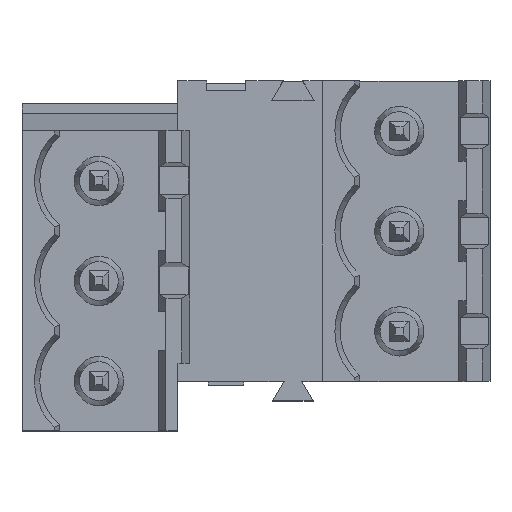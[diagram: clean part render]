
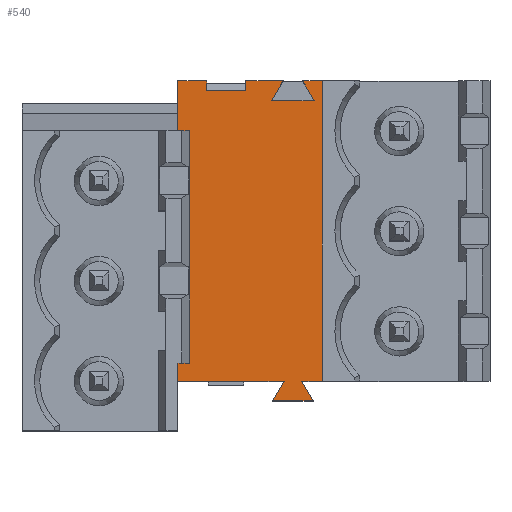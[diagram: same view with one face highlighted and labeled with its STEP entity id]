
A CAD part, top view. The second image highlights one B-rep face of the part: STEP entity #540.
In plain terms, the highlighted planar face has unit normal (0, 0, 1).
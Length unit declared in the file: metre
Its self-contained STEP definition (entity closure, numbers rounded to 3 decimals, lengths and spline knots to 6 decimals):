
#540=ADVANCED_FACE('',(#1334),#1335,.F.);
#1334=FACE_OUTER_BOUND('',#2385,.T.);
#1335=PLANE('',#2386);
#2385=EDGE_LOOP('',(#3947,#3948,#3949,#3950,#3951,#3952,#3953,#3954,#3955,#3956,#3957,#3958,#3959,#3960,#3961,#3962,#3963));
#2386=AXIS2_PLACEMENT_3D('',#3964,#3965,#3966);
#3947=ORIENTED_EDGE('',*,*,#6763,.T.);
#3948=ORIENTED_EDGE('',*,*,#6764,.T.);
#3949=ORIENTED_EDGE('',*,*,#6765,.T.);
#3950=ORIENTED_EDGE('',*,*,#6766,.T.);
#3951=ORIENTED_EDGE('',*,*,#6767,.T.);
#3952=ORIENTED_EDGE('',*,*,#6768,.T.);
#3953=ORIENTED_EDGE('',*,*,#6769,.T.);
#3954=ORIENTED_EDGE('',*,*,#6770,.F.);
#3955=ORIENTED_EDGE('',*,*,#6771,.F.);
#3956=ORIENTED_EDGE('',*,*,#6772,.F.);
#3957=ORIENTED_EDGE('',*,*,#6773,.F.);
#3958=ORIENTED_EDGE('',*,*,#6316,.F.);
#3959=ORIENTED_EDGE('',*,*,#6774,.F.);
#3960=ORIENTED_EDGE('',*,*,#6775,.T.);
#3961=ORIENTED_EDGE('',*,*,#6776,.F.);
#3962=ORIENTED_EDGE('',*,*,#6777,.F.);
#3963=ORIENTED_EDGE('',*,*,#6386,.F.);
#3964=CARTESIAN_POINT('',(0.01524,0.01778,-0.0122));
#3965=DIRECTION('',(0.,0.,-1.0));
#3966=DIRECTION('',(1.0,0.,0.));
#6316=EDGE_CURVE('',#7564,#7560,#7566,.T.);
#6386=EDGE_CURVE('',#7690,#7685,#7692,.T.);
#6763=EDGE_CURVE('',#7690,#8327,#8328,.T.);
#6764=EDGE_CURVE('',#8327,#8329,#8330,.T.);
#6765=EDGE_CURVE('',#8329,#8331,#8332,.T.);
#6766=EDGE_CURVE('',#8331,#8333,#8334,.T.);
#6767=EDGE_CURVE('',#8333,#8335,#8336,.T.);
#6768=EDGE_CURVE('',#8335,#8337,#8338,.T.);
#6769=EDGE_CURVE('',#8337,#8339,#8340,.T.);
#6770=EDGE_CURVE('',#8341,#8339,#8342,.T.);
#6771=EDGE_CURVE('',#8343,#8341,#8344,.T.);
#6772=EDGE_CURVE('',#8345,#8343,#8346,.T.);
#6773=EDGE_CURVE('',#7560,#8345,#8347,.T.);
#6774=EDGE_CURVE('',#8348,#7564,#8349,.T.);
#6775=EDGE_CURVE('',#8348,#8350,#8351,.T.);
#6776=EDGE_CURVE('',#8352,#8350,#8353,.T.);
#6777=EDGE_CURVE('',#7685,#8352,#8354,.T.);
#7560=VERTEX_POINT('',#9379);
#7564=VERTEX_POINT('',#9385);
#7566=LINE('',#9388,#9389);
#7685=VERTEX_POINT('',#9557);
#7690=VERTEX_POINT('',#9564);
#7692=LINE('',#9567,#9568);
#8327=VERTEX_POINT('',#10509);
#8328=LINE('',#10510,#10511);
#8329=VERTEX_POINT('',#10512);
#8330=LINE('',#10513,#10514);
#8331=VERTEX_POINT('',#10515);
#8332=LINE('',#10516,#10517);
#8333=VERTEX_POINT('',#10518);
#8334=LINE('',#10519,#10520);
#8335=VERTEX_POINT('',#10521);
#8336=LINE('',#10522,#10523);
#8337=VERTEX_POINT('',#10524);
#8338=LINE('',#10525,#10526);
#8339=VERTEX_POINT('',#10527);
#8340=LINE('',#10528,#10529);
#8341=VERTEX_POINT('',#10530);
#8342=LINE('',#10531,#10532);
#8343=VERTEX_POINT('',#10533);
#8344=LINE('',#10534,#10535);
#8345=VERTEX_POINT('',#10536);
#8346=LINE('',#10537,#10538);
#8347=LINE('',#10539,#10540);
#8348=VERTEX_POINT('',#10541);
#8349=LINE('',#10542,#10543);
#8350=VERTEX_POINT('',#10544);
#8351=LINE('',#10545,#10546);
#8352=VERTEX_POINT('',#10547);
#8353=LINE('',#10548,#10549);
#8354=LINE('',#10550,#10551);
#9379=CARTESIAN_POINT('',(0.012668,0.01678,-0.0122));
#9385=CARTESIAN_POINT('',(0.013243,0.01778,-0.0122));
#9388=CARTESIAN_POINT('',(0.013739,0.018643,-0.0122));
#9389=VECTOR('',#12020,1.0);
#9557=CARTESIAN_POINT('',(0.009361,0.01778,-0.0122));
#9564=CARTESIAN_POINT('',(0.0079,0.01778,-0.0122));
#9567=CARTESIAN_POINT('',(0.01524,0.01778,-0.0122));
#9568=VECTOR('',#12091,1.0);
#10509=CARTESIAN_POINT('',(0.0079,0.015856,-0.0122));
#10510=CARTESIAN_POINT('',(0.0079,0.01778,-0.0122));
#10511=VECTOR('',#12413,1.0);
#10512=CARTESIAN_POINT('',(0.0079,0.00254,-0.0122));
#10513=CARTESIAN_POINT('',(0.0079,0.01778,-0.0122));
#10514=VECTOR('',#12414,1.0);
#10515=CARTESIAN_POINT('',(0.013293,0.00254,-0.0122));
#10516=CARTESIAN_POINT('',(0.01524,0.00254,-0.0122));
#10517=VECTOR('',#12415,1.0);
#10518=CARTESIAN_POINT('',(0.01272,0.00154,-0.0122));
#10519=CARTESIAN_POINT('',(0.01272,0.00154,-0.0122));
#10520=VECTOR('',#12416,1.0);
#10521=CARTESIAN_POINT('',(0.014765,0.00154,-0.0122));
#10522=CARTESIAN_POINT('',(0.014765,0.00154,-0.0122));
#10523=VECTOR('',#12417,1.0);
#10524=CARTESIAN_POINT('',(0.014193,0.00254,-0.0122));
#10525=CARTESIAN_POINT('',(0.014193,0.00254,-0.0122));
#10526=VECTOR('',#12418,1.0);
#10527=CARTESIAN_POINT('',(0.01524,0.00254,-0.0122));
#10528=CARTESIAN_POINT('',(0.01524,0.00254,-0.0122));
#10529=VECTOR('',#12419,1.0);
#10530=CARTESIAN_POINT('',(0.01524,0.01778,-0.0122));
#10531=CARTESIAN_POINT('',(0.01524,0.01778,-0.0122));
#10532=VECTOR('',#12420,1.0);
#10533=CARTESIAN_POINT('',(0.014243,0.01778,-0.0122));
#10534=CARTESIAN_POINT('',(0.01524,0.01778,-0.0122));
#10535=VECTOR('',#12421,1.0);
#10536=CARTESIAN_POINT('',(0.014818,0.01678,-0.0122));
#10537=CARTESIAN_POINT('',(0.01449,0.017349,-0.0122));
#10538=VECTOR('',#12422,1.0);
#10539=CARTESIAN_POINT('',(0.01524,0.01678,-0.0122));
#10540=VECTOR('',#12423,1.0);
#10541=CARTESIAN_POINT('',(0.011361,0.01778,-0.0122));
#10542=CARTESIAN_POINT('',(0.01524,0.01778,-0.0122));
#10543=VECTOR('',#12424,1.0);
#10544=CARTESIAN_POINT('',(0.011361,0.01728,-0.0122));
#10545=CARTESIAN_POINT('',(0.011361,0.01778,-0.0122));
#10546=VECTOR('',#12425,1.0);
#10547=CARTESIAN_POINT('',(0.009361,0.01728,-0.0122));
#10548=CARTESIAN_POINT('',(0.01524,0.01728,-0.0122));
#10549=VECTOR('',#12426,1.0);
#10550=CARTESIAN_POINT('',(0.009361,0.01778,-0.0122));
#10551=VECTOR('',#12427,1.0);
#12020=DIRECTION('',(-0.498,-0.867,0.));
#12091=DIRECTION('',(1.0,0.,0.));
#12413=DIRECTION('',(0.,-1.0,0.));
#12414=DIRECTION('',(0.,-1.0,0.));
#12415=DIRECTION('',(1.0,0.,0.));
#12416=DIRECTION('',(-0.497,-0.868,0.));
#12417=DIRECTION('',(1.0,0.,0.));
#12418=DIRECTION('',(-0.497,0.868,0.));
#12419=DIRECTION('',(1.0,0.,0.));
#12420=DIRECTION('',(0.,-1.0,0.));
#12421=DIRECTION('',(1.0,0.,0.));
#12422=DIRECTION('',(-0.498,0.867,0.));
#12423=DIRECTION('',(1.0,0.,0.));
#12424=DIRECTION('',(1.0,0.,0.));
#12425=DIRECTION('',(0.,-1.0,0.));
#12426=DIRECTION('',(1.0,0.,0.));
#12427=DIRECTION('',(0.,-1.0,0.));
